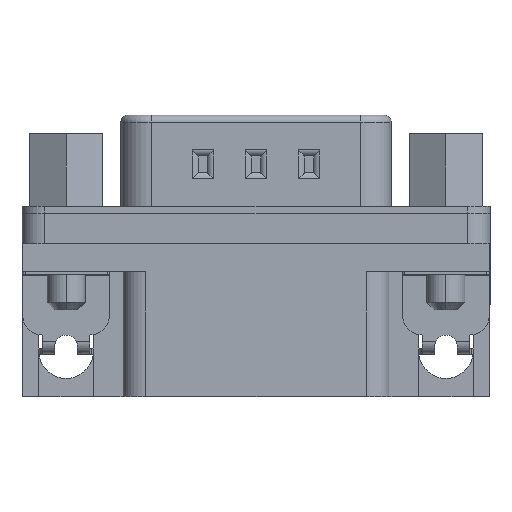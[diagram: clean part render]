
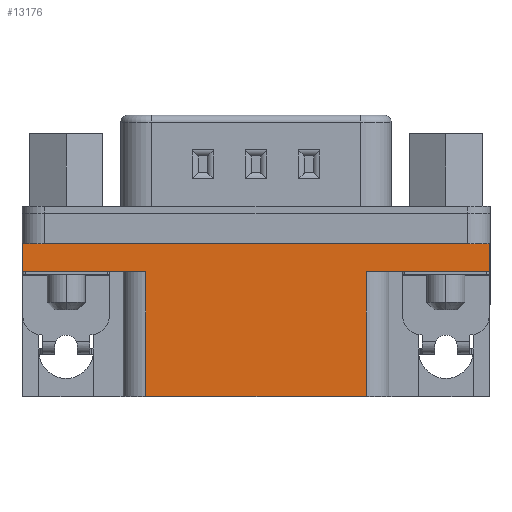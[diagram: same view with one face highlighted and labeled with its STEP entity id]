
A CAD part, top view. The second image highlights one B-rep face of the part: STEP entity #13176.
In plain terms, the highlighted planar face has unit normal (0, 0, 1).
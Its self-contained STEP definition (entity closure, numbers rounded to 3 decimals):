
#12364=CARTESIAN_POINT('',(7.25,-3.,10.7));
#12365=VERTEX_POINT('',#12364);
#12373=CARTESIAN_POINT('',(-7.25,-3.0,10.7));
#12374=VERTEX_POINT('',#12373);
#12375=CARTESIAN_POINT('',(7.25,-3.,10.7));
#12376=DIRECTION('',(-1.0,0.0,0.0));
#12377=VECTOR('',#12376,14.5);
#12378=LINE('',#12375,#12377);
#12379=EDGE_CURVE('',#12365,#12374,#12378,.T.);
#13114=CARTESIAN_POINT('',(-16.94,7.553,10.7));
#13115=DIRECTION('',(0.0,0.0,-1.0));
#13116=DIRECTION('',(1.0,0.0,0.0));
#13117=AXIS2_PLACEMENT_3D('',#13114,#13115,#13116);
#13118=PLANE('',#13117);
#13119=CARTESIAN_POINT('',(-7.25,5.2,10.7));
#13120=VERTEX_POINT('',#13119);
#13121=CARTESIAN_POINT('',(-7.25,5.2,10.7));
#13122=DIRECTION('',(0.0,-1.0,0.0));
#13123=VECTOR('',#13122,8.2);
#13124=LINE('',#13121,#13123);
#13125=EDGE_CURVE('',#13120,#12374,#13124,.T.);
#13126=ORIENTED_EDGE('',*,*,#13125,.T.);
#13127=ORIENTED_EDGE('',*,*,#12379,.F.);
#13128=CARTESIAN_POINT('',(7.25,5.2,10.7));
#13129=VERTEX_POINT('',#13128);
#13130=CARTESIAN_POINT('',(7.25,5.2,10.7));
#13131=DIRECTION('',(0.0,-1.0,0.0));
#13132=VECTOR('',#13131,8.2);
#13133=LINE('',#13130,#13132);
#13134=EDGE_CURVE('',#12365,#13129,#13133,.F.);
#13135=ORIENTED_EDGE('',*,*,#13134,.T.);
#13136=CARTESIAN_POINT('',(15.4,5.2,10.7));
#13137=VERTEX_POINT('',#13136);
#13138=CARTESIAN_POINT('',(15.4,5.2,10.7));
#13139=DIRECTION('',(-1.0,0.0,0.0));
#13140=VECTOR('',#13139,8.15);
#13141=LINE('',#13138,#13140);
#13142=EDGE_CURVE('',#13137,#13129,#13141,.T.);
#13143=ORIENTED_EDGE('',*,*,#13142,.F.);
#13144=CARTESIAN_POINT('',(15.4,7.05,10.7));
#13145=VERTEX_POINT('',#13144);
#13146=CARTESIAN_POINT('',(15.4,5.2,10.7));
#13147=DIRECTION('',(0.0,1.0,0.0));
#13148=VECTOR('',#13147,1.85);
#13149=LINE('',#13146,#13148);
#13150=EDGE_CURVE('',#13137,#13145,#13149,.T.);
#13151=ORIENTED_EDGE('',*,*,#13150,.T.);
#13152=CARTESIAN_POINT('',(-15.4,7.05,10.7));
#13153=VERTEX_POINT('',#13152);
#13154=CARTESIAN_POINT('',(15.4,7.05,10.7));
#13155=DIRECTION('',(-1.0,0.0,0.0));
#13156=VECTOR('',#13155,30.8);
#13157=LINE('',#13154,#13156);
#13158=EDGE_CURVE('',#13145,#13153,#13157,.T.);
#13159=ORIENTED_EDGE('',*,*,#13158,.T.);
#13160=CARTESIAN_POINT('',(-15.4,5.2,10.7));
#13161=VERTEX_POINT('',#13160);
#13162=CARTESIAN_POINT('',(-15.4,5.2,10.7));
#13163=DIRECTION('',(0.0,1.0,0.0));
#13164=VECTOR('',#13163,1.85);
#13165=LINE('',#13162,#13164);
#13166=EDGE_CURVE('',#13161,#13153,#13165,.T.);
#13167=ORIENTED_EDGE('',*,*,#13166,.F.);
#13168=CARTESIAN_POINT('',(-15.4,5.2,10.7));
#13169=DIRECTION('',(1.0,0.0,0.0));
#13170=VECTOR('',#13169,8.15);
#13171=LINE('',#13168,#13170);
#13172=EDGE_CURVE('',#13161,#13120,#13171,.T.);
#13173=ORIENTED_EDGE('',*,*,#13172,.T.);
#13174=EDGE_LOOP('',(#13126,#13127,#13135,#13143,#13151,#13159,#13167,#13173));
#13175=FACE_OUTER_BOUND('',#13174,.T.);
#13176=ADVANCED_FACE('',(#13175),#13118,.F.);
